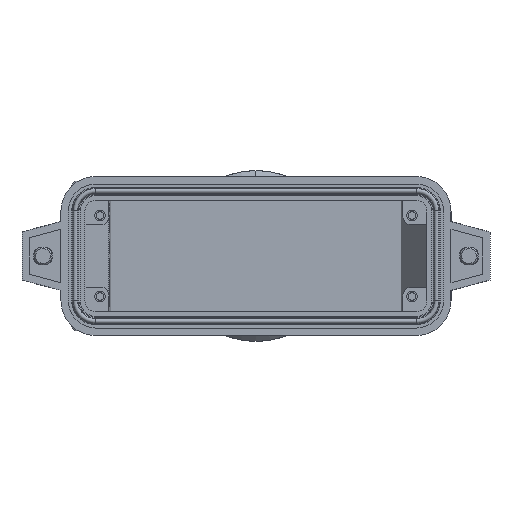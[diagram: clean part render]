
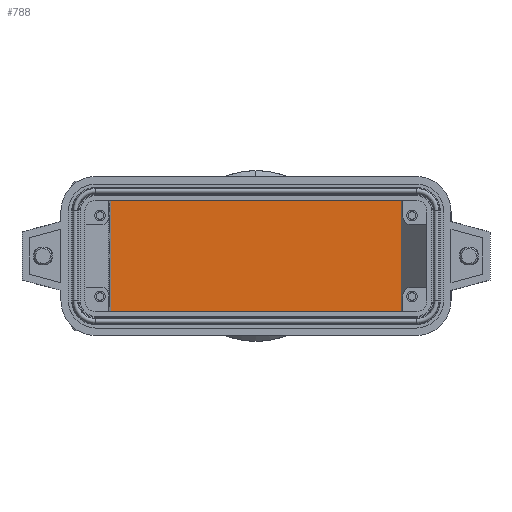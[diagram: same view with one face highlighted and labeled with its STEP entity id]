
A CAD part, front view. The second image highlights one B-rep face of the part: STEP entity #788.
In plain terms, the highlighted planar face has unit normal (0, -1, 0).
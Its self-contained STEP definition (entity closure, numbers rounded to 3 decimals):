
#409=FACE_OUTER_BOUND('',#1758,.T.);
#788=ADVANCED_FACE('NONE',(#409),#1083,.F.);
#1083=PLANE('',#7272);
#1758=EDGE_LOOP('',(#3376,#3377,#3378,#3379));
#3376=ORIENTED_EDGE('',*,*,#5507,.F.);
#3377=ORIENTED_EDGE('',*,*,#5525,.T.);
#3378=ORIENTED_EDGE('',*,*,#5526,.F.);
#3379=ORIENTED_EDGE('',*,*,#5523,.F.);
#4653=VERTEX_POINT('',#11360);
#4654=VERTEX_POINT('',#11362);
#4662=VERTEX_POINT('',#11391);
#4663=VERTEX_POINT('',#11395);
#5507=EDGE_CURVE('NONE',#4653,#4654,#6161,.T.);
#5523=EDGE_CURVE('NONE',#4654,#4662,#6174,.T.);
#5525=EDGE_CURVE('NONE',#4653,#4663,#6176,.T.);
#5526=EDGE_CURVE('NONE',#4662,#4663,#6177,.T.);
#6161=LINE('',#11361,#6685);
#6174=LINE('',#11390,#6698);
#6176=LINE('',#11394,#6700);
#6177=LINE('',#11396,#6701);
#6685=VECTOR('',#8670,1.);
#6698=VECTOR('',#8699,1.);
#6700=VECTOR('',#8703,1.);
#6701=VECTOR('',#8704,1.);
#7272=AXIS2_PLACEMENT_3D('',#11397,#8705,#8706);
#8670=DIRECTION('',(1.,0.,0.));
#8699=DIRECTION('',(0.,0.,-1.));
#8703=DIRECTION('',(0.,0.,-1.));
#8704=DIRECTION('',(-1.,0.,0.));
#8705=DIRECTION('',(0.,1.,0.));
#8706=DIRECTION('',(0.,0.,1.));
#11360=CARTESIAN_POINT('',(-48.399,75.,18.5));
#11361=CARTESIAN_POINT('',(48.399,75.,18.5));
#11362=CARTESIAN_POINT('',(48.399,75.,18.5));
#11390=CARTESIAN_POINT('',(48.399,75.,-18.5));
#11391=CARTESIAN_POINT('',(48.399,75.,-18.5));
#11394=CARTESIAN_POINT('',(-48.399,75.,-18.5));
#11395=CARTESIAN_POINT('',(-48.399,75.,-18.5));
#11396=CARTESIAN_POINT('',(0.,75.,-18.5));
#11397=CARTESIAN_POINT('',(48.399,75.,-18.5));
